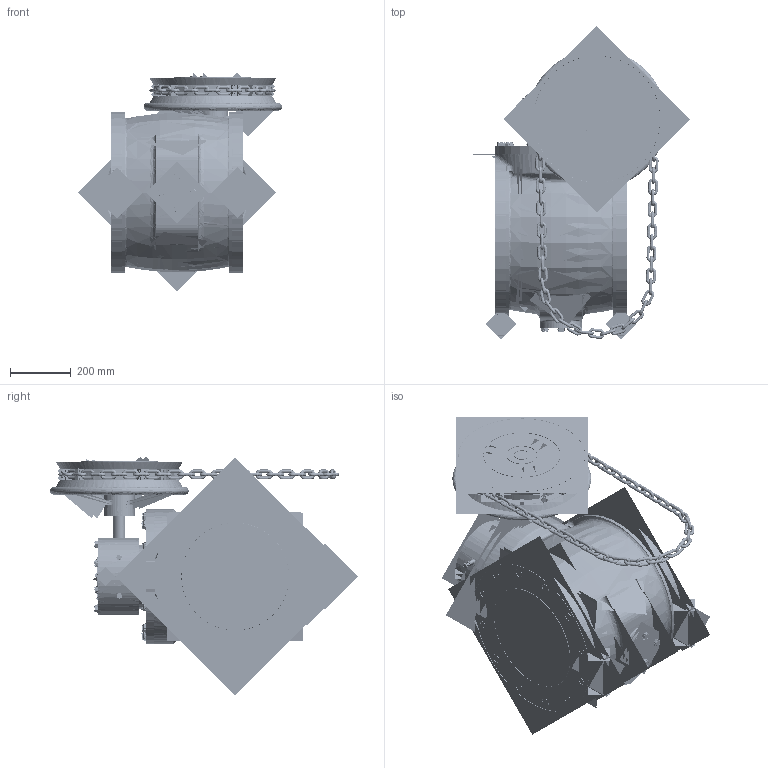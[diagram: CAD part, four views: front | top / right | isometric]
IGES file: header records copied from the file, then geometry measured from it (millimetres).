
Start section:  PTC IGES file: plug_flxfl-14in-chainwheel_asm.igs
Global section: file name: plug_flxfl-14in-chainwheel_asm.igs; native system: Creo Parametric by Parametric Technology Corporation; preprocessor: 2013050; author: HAPPY; organization: Unknown; date: 20170128.152637; units: inch
Bounding box: 751.61 x 1093.86 x 788.66 mm (x, y, z)
Volume: 51257537.5 mm3; surface area: 25094909.5 mm2
Topology: 115 solids, 114 shells, 5744 faces, 28551 edges, 35863 vertices
Faces by surface type: revolution 3146, bspline 2252, extrusion 346
